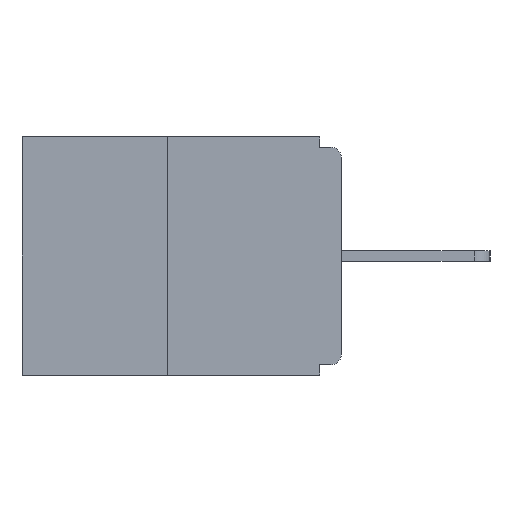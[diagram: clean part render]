
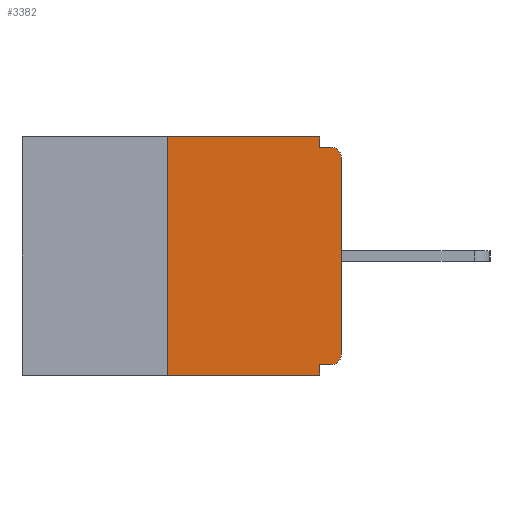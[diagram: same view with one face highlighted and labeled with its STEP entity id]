
A CAD part, left-side view. The second image highlights one B-rep face of the part: STEP entity #3382.
In plain terms, the highlighted planar face has unit normal (-1, 0, 0).
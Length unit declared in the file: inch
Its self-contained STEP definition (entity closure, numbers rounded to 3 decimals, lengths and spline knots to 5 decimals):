
#8 = EDGE_CURVE ( 'NONE', #477, #136, #7632, .T. ) ;
#16 = CARTESIAN_POINT ( 'NONE',  ( 0., 0.46, -0.343 ) ) ;
#136 = VERTEX_POINT ( 'NONE', #6164 ) ;
#395 = VERTEX_POINT ( 'NONE', #10776 ) ;
#477 = VERTEX_POINT ( 'NONE', #4274 ) ;
#494 = AXIS2_PLACEMENT_3D ( 'NONE', #10039, #6541, #22105 ) ;
#535 = LINE ( 'NONE', #21231, #21475 ) ;
#537 = EDGE_CURVE ( 'NONE', #10898, #6335, #19167, .T. ) ;
#580 = DIRECTION ( 'NONE',  ( 0., 1., 0. ) ) ;
#605 = CARTESIAN_POINT ( 'NONE',  ( 0., 0., -0.03 ) ) ;
#1139 = CARTESIAN_POINT ( 'NONE',  ( 0., 0.46, 0. ) ) ;
#1224 = ORIENTED_EDGE ( 'NONE', *, *, #18472, .F. ) ;
#1702 = AXIS2_PLACEMENT_3D ( 'NONE', #1931, #12033, #8541 ) ;
#1721 = AXIS2_PLACEMENT_3D ( 'NONE', #21465, #2787, #4258 ) ;
#1900 = VECTOR ( 'NONE', #11488, 39.37008 ) ;
#1931 = CARTESIAN_POINT ( 'NONE',  ( 0., 0.46, 0. ) ) ;
#2031 = VERTEX_POINT ( 'NONE', #15015 ) ;
#2668 = VECTOR ( 'NONE', #8588, 39.37008 ) ;
#2787 = DIRECTION ( 'NONE',  ( -1., 0., 0. ) ) ;
#3382 = ADVANCED_FACE ( 'NONE', ( #18373 ), #5173, .F. ) ;
#3962 = VERTEX_POINT ( 'NONE', #6042 ) ;
#4183 = EDGE_CURVE ( 'NONE', #6117, #3962, #535, .T. ) ;
#4258 = DIRECTION ( 'NONE',  ( 0., 0., -1. ) ) ;
#4274 = CARTESIAN_POINT ( 'NONE',  ( 0., 0.015, -0.328 ) ) ;
#4340 = EDGE_CURVE ( 'NONE', #477, #7746, #7445, .T. ) ;
#4483 = EDGE_CURVE ( 'NONE', #2031, #395, #10047, .T. ) ;
#4746 = VECTOR ( 'NONE', #7241, 39.37008 ) ;
#5173 = PLANE ( 'NONE',  #1702 ) ;
#6042 = CARTESIAN_POINT ( 'NONE',  ( 0., 0.031, -0.015 ) ) ;
#6058 = ORIENTED_EDGE ( 'NONE', *, *, #19367, .T. ) ;
#6117 = VERTEX_POINT ( 'NONE', #18890 ) ;
#6164 = CARTESIAN_POINT ( 'NONE',  ( 0., 0.031, -0.328 ) ) ;
#6335 = VERTEX_POINT ( 'NONE', #19888 ) ;
#6541 = DIRECTION ( 'NONE',  ( -1., 0., 0. ) ) ;
#6764 = VERTEX_POINT ( 'NONE', #8026 ) ;
#7134 = CARTESIAN_POINT ( 'NONE',  ( 0., 0.031, -0.343 ) ) ;
#7241 = DIRECTION ( 'NONE',  ( 0., -1., 0. ) ) ;
#7301 = VECTOR ( 'NONE', #17041, 39.37008 ) ;
#7445 = CIRCLE ( 'NONE', #1721, 0.015 ) ;
#7632 = LINE ( 'NONE', #9434, #13976 ) ;
#7746 = VERTEX_POINT ( 'NONE', #11659 ) ;
#8026 = CARTESIAN_POINT ( 'NONE',  ( 0., 0.031, -0.343 ) ) ;
#8290 = EDGE_CURVE ( 'NONE', #136, #6764, #20875, .T. ) ;
#8541 = DIRECTION ( 'NONE',  ( 0., 0., -1. ) ) ;
#8588 = DIRECTION ( 'NONE',  ( 0., 0., -1. ) ) ;
#8834 = LINE ( 'NONE', #17619, #4746 ) ;
#8858 = ORIENTED_EDGE ( 'NONE', *, *, #4340, .T. ) ;
#8964 = CARTESIAN_POINT ( 'NONE',  ( 0., 0., 0. ) ) ;
#9434 = CARTESIAN_POINT ( 'NONE',  ( 0., 0., -0.328 ) ) ;
#9709 = ORIENTED_EDGE ( 'NONE', *, *, #21126, .T. ) ;
#9863 = VECTOR ( 'NONE', #17238, 39.37008 ) ;
#10039 = CARTESIAN_POINT ( 'NONE',  ( 0., 0.015, -0.03 ) ) ;
#10047 = LINE ( 'NONE', #13639, #7301 ) ;
#10776 = CARTESIAN_POINT ( 'NONE',  ( 0., 0.25, 0. ) ) ;
#10898 = VERTEX_POINT ( 'NONE', #605 ) ;
#11488 = DIRECTION ( 'NONE',  ( 0., -1., 0. ) ) ;
#11659 = CARTESIAN_POINT ( 'NONE',  ( 0., 0., -0.313 ) ) ;
#12033 = DIRECTION ( 'NONE',  ( 1., 0., 0. ) ) ;
#12656 = DIRECTION ( 'NONE',  ( 0., 0., -1. ) ) ;
#13474 = ORIENTED_EDGE ( 'NONE', *, *, #4183, .F. ) ;
#13639 = CARTESIAN_POINT ( 'NONE',  ( 0., 0.25, 0. ) ) ;
#13748 = VECTOR ( 'NONE', #17980, 39.37008 ) ;
#13976 = VECTOR ( 'NONE', #580, 39.37008 ) ;
#14612 = ORIENTED_EDGE ( 'NONE', *, *, #8, .F. ) ;
#15015 = CARTESIAN_POINT ( 'NONE',  ( 0., 0.25, -0.343 ) ) ;
#15192 = LINE ( 'NONE', #1139, #1900 ) ;
#15843 = ORIENTED_EDGE ( 'NONE', *, *, #537, .T. ) ;
#17041 = DIRECTION ( 'NONE',  ( 0., 0., 1. ) ) ;
#17238 = DIRECTION ( 'NONE',  ( 0., -1., 0. ) ) ;
#17540 = LINE ( 'NONE', #8964, #13748 ) ;
#17619 = CARTESIAN_POINT ( 'NONE',  ( 0., 0., -0.015 ) ) ;
#17689 = EDGE_LOOP ( 'NONE', ( #20674, #19362, #9709, #22009, #14612, #8858, #6058, #15843, #1224, #13474 ) ) ;
#17980 = DIRECTION ( 'NONE',  ( 0., 0., 1. ) ) ;
#18373 = FACE_OUTER_BOUND ( 'NONE', #17689, .T. ) ;
#18472 = EDGE_CURVE ( 'NONE', #3962, #6335, #8834, .T. ) ;
#18661 = EDGE_CURVE ( 'NONE', #395, #6117, #15192, .T. ) ;
#18890 = CARTESIAN_POINT ( 'NONE',  ( 0., 0.031, 0. ) ) ;
#19167 = CIRCLE ( 'NONE', #494, 0.015 ) ;
#19362 = ORIENTED_EDGE ( 'NONE', *, *, #4483, .F. ) ;
#19367 = EDGE_CURVE ( 'NONE', #7746, #10898, #17540, .T. ) ;
#19888 = CARTESIAN_POINT ( 'NONE',  ( 0., 0.015, -0.015 ) ) ;
#20400 = LINE ( 'NONE', #16, #9863 ) ;
#20674 = ORIENTED_EDGE ( 'NONE', *, *, #18661, .F. ) ;
#20875 = LINE ( 'NONE', #7134, #2668 ) ;
#21126 = EDGE_CURVE ( 'NONE', #2031, #6764, #20400, .T. ) ;
#21231 = CARTESIAN_POINT ( 'NONE',  ( 0., 0.031, 0. ) ) ;
#21465 = CARTESIAN_POINT ( 'NONE',  ( 0., 0.015, -0.313 ) ) ;
#21475 = VECTOR ( 'NONE', #12656, 39.37008 ) ;
#22009 = ORIENTED_EDGE ( 'NONE', *, *, #8290, .F. ) ;
#22105 = DIRECTION ( 'NONE',  ( 0., 0., -1. ) ) ;
